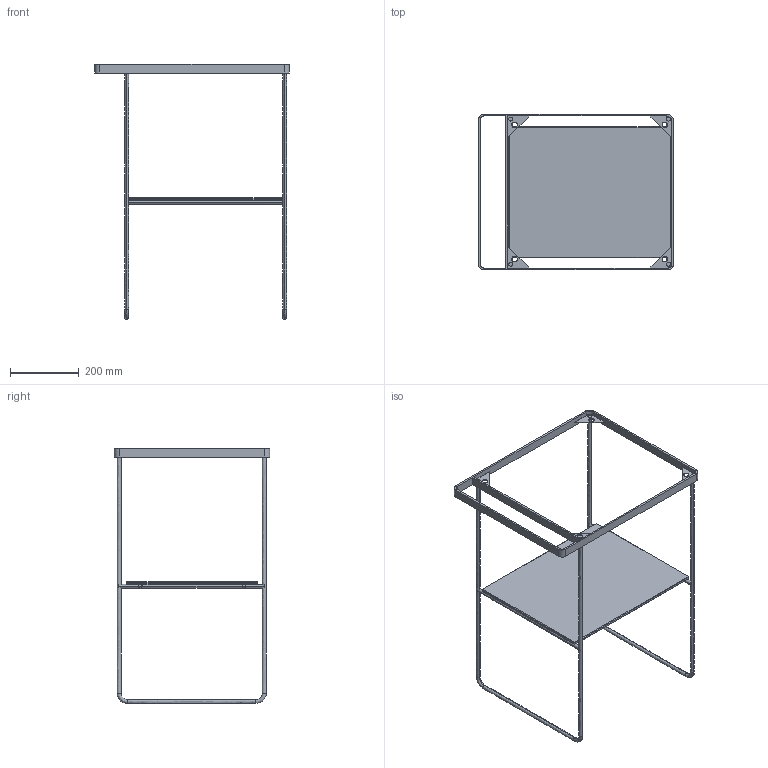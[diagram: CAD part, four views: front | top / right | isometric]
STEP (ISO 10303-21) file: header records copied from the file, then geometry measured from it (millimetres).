
FILE_DESCRIPTION(/* description */ (''),/* implementation_level */ '2;1');
FILE_NAME(/* name */ '003115',/* time_stamp */ '2019-03-06T09:28:43+01:00',/* author */ (''),/* organization */ (''),/* preprocessor_version */ 'ST-DEVELOPER v15',/* originating_system */ '',/* authorisation */ '');
FILE_SCHEMA (('AUTOMOTIVE_DESIGN'));
Length unit declared in the file: millimetre
Products named in the file (1): Document
Bounding box: 565 x 451 x 740 mm (x, y, z)
Volume: 1742759.8 mm3; surface area: 724279.3 mm2
Topology: 2 solids, 8 shells, 90 faces, 242 edges, 156 vertices
Faces by surface type: bspline 90
Entity records: 6266 total; most frequent: CARTESIAN_POINT 3287, B_SPLINE_CURVE_WITH_KNOTS 570, ORIENTED_EDGE 460, PCURVE 460, DEFINITIONAL_REPRESENTATION 460, SURFACE_CURVE 242, EDGE_CURVE 242, VERTEX_POINT 156
